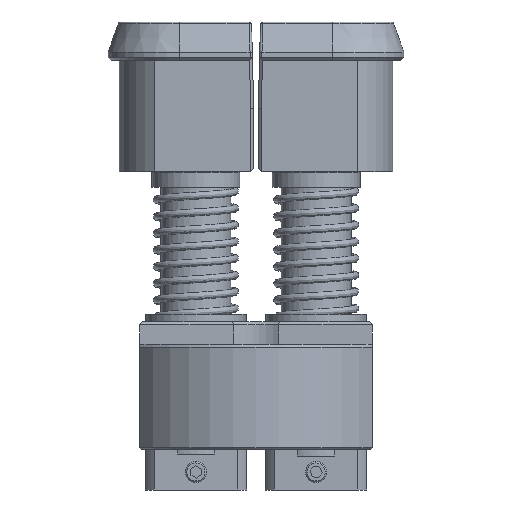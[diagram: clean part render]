
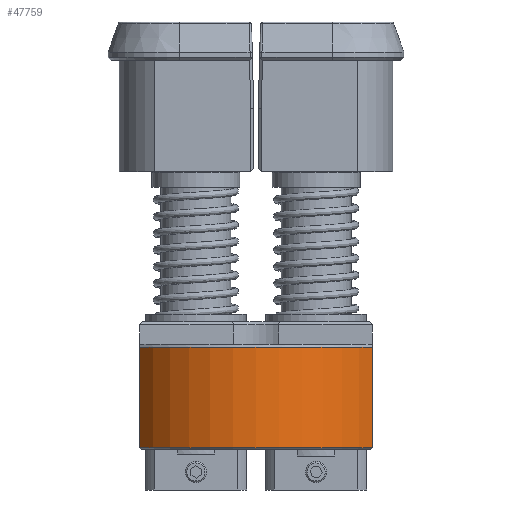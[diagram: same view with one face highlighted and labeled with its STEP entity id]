
A CAD part, front view. The second image highlights one B-rep face of the part: STEP entity #47759.
In plain terms, the highlighted cylindrical face has radius 9 mm (diameter 18 mm), a partial arc.
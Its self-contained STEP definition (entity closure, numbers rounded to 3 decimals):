
#923 = CARTESIAN_POINT ( 'NONE',  ( -7.75, -4.576, -4.25 ) ) ;
#4258 = VECTOR ( 'NONE', #17073, 1000. ) ;
#6479 = CYLINDRICAL_SURFACE ( 'NONE', #42510, 9. ) ;
#10738 = ORIENTED_EDGE ( 'NONE', *, *, #18683, .T. ) ;
#11144 = EDGE_CURVE ( 'NONE', #20004, #56000, #65113, .T. ) ;
#17073 = DIRECTION ( 'NONE',  ( 0., 0., -1. ) ) ;
#17614 = DIRECTION ( 'NONE',  ( 1., 0., 0. ) ) ;
#18683 = EDGE_CURVE ( 'NONE', #48383, #43195, #34377, .T. ) ;
#19065 = DIRECTION ( 'NONE',  ( 1., 0., 0. ) ) ;
#20004 = VERTEX_POINT ( 'NONE', #26074 ) ;
#22953 = CARTESIAN_POINT ( 'NONE',  ( 7.75, -4.576, -4.15 ) ) ;
#23241 = EDGE_CURVE ( 'NONE', #20004, #43195, #52892, .T. ) ;
#26074 = CARTESIAN_POINT ( 'NONE',  ( -7.75, -4.576, -4.15 ) ) ;
#26284 = DIRECTION ( 'NONE',  ( 0., 0., 1. ) ) ;
#30621 = EDGE_CURVE ( 'NONE', #48383, #56000, #59127, .T. ) ;
#31951 = DIRECTION ( 'NONE',  ( 0., 0., 1. ) ) ;
#32730 = DIRECTION ( 'NONE',  ( -1., 0., 0. ) ) ;
#34377 = CIRCLE ( 'NONE', #66043, 9. ) ;
#37141 = EDGE_LOOP ( 'NONE', ( #49515, #48364, #58179, #10738 ) ) ;
#42510 = AXIS2_PLACEMENT_3D ( 'NONE', #65891, #65237, #19065 ) ;
#42724 = FACE_OUTER_BOUND ( 'NONE', #37141, .T. ) ;
#43195 = VERTEX_POINT ( 'NONE', #50422 ) ;
#45300 = VECTOR ( 'NONE', #31951, 1000. ) ;
#47759 = ADVANCED_FACE ( 'NONE', ( #42724 ), #6479, .T. ) ;
#48364 = ORIENTED_EDGE ( 'NONE', *, *, #11144, .T. ) ;
#48383 = VERTEX_POINT ( 'NONE', #55808 ) ;
#49090 = CARTESIAN_POINT ( 'NONE',  ( 0., 0., 2.55 ) ) ;
#49515 = ORIENTED_EDGE ( 'NONE', *, *, #23241, .F. ) ;
#49875 = AXIS2_PLACEMENT_3D ( 'NONE', #52334, #26284, #32730 ) ;
#50422 = CARTESIAN_POINT ( 'NONE',  ( -7.75, -4.576, 2.55 ) ) ;
#52334 = CARTESIAN_POINT ( 'NONE',  ( 0., 0., -4.15 ) ) ;
#52892 = LINE ( 'NONE', #923, #45300 ) ;
#53356 = CARTESIAN_POINT ( 'NONE',  ( 7.75, -4.576, -4.25 ) ) ;
#55808 = CARTESIAN_POINT ( 'NONE',  ( 7.75, -4.576, 2.55 ) ) ;
#56000 = VERTEX_POINT ( 'NONE', #22953 ) ;
#58179 = ORIENTED_EDGE ( 'NONE', *, *, #30621, .F. ) ;
#58998 = DIRECTION ( 'NONE',  ( 0., 0., -1. ) ) ;
#59127 = LINE ( 'NONE', #53356, #4258 ) ;
#65113 = CIRCLE ( 'NONE', #49875, 9. ) ;
#65237 = DIRECTION ( 'NONE',  ( 0., 0., 1. ) ) ;
#65891 = CARTESIAN_POINT ( 'NONE',  ( 0., 0., -4.25 ) ) ;
#66043 = AXIS2_PLACEMENT_3D ( 'NONE', #49090, #58998, #17614 ) ;
